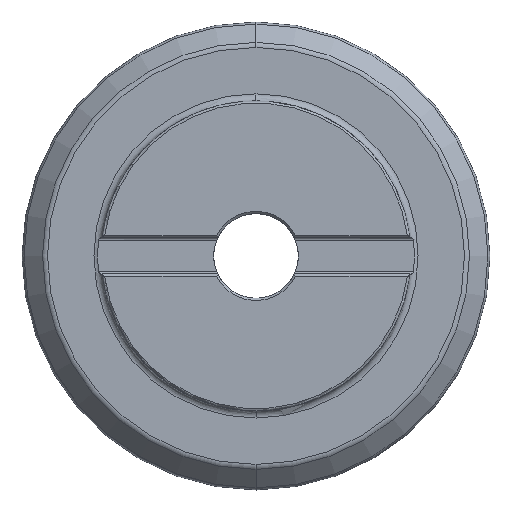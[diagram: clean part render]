
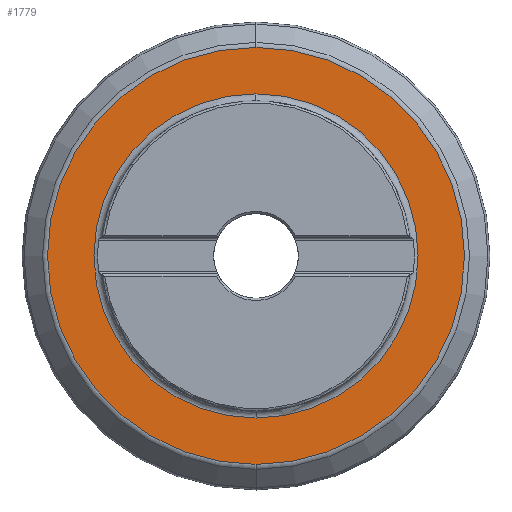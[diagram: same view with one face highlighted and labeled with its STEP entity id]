
A CAD part, top view. The second image highlights one B-rep face of the part: STEP entity #1779.
In plain terms, the highlighted face is planar.
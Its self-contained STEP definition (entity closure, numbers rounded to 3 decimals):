
#365=CARTESIAN_POINT('',(0.,0.,14.99));
#366=DIRECTION('',(0.,0.,-1.));
#367=DIRECTION('',(0.,-1.,0.));
#368=AXIS2_PLACEMENT_3D('',#365,#366,#367);
#577=CARTESIAN_POINT('',(0.,0.,14.99));
#578=DIRECTION('',(0.,0.,-1.));
#579=DIRECTION('',(0.,1.,0.));
#580=AXIS2_PLACEMENT_3D('',#577,#578,#579);
#609=CARTESIAN_POINT('',(0.,0.,14.99));
#610=DIRECTION('',(0.,0.,1.));
#611=DIRECTION('',(0.,1.,0.));
#612=AXIS2_PLACEMENT_3D('',#609,#610,#611);
#771=CARTESIAN_POINT('',(0.,0.,14.99));
#772=DIRECTION('',(0.,0.,1.));
#773=DIRECTION('',(0.,-1.,0.));
#774=AXIS2_PLACEMENT_3D('',#771,#772,#773);
#1224=CARTESIAN_POINT('',(0.,-115.,14.99));
#1225=CARTESIAN_POINT('',(0.,115.,14.99));
#1226=VERTEX_POINT('',#1224);
#1227=VERTEX_POINT('',#1225);
#1248=CARTESIAN_POINT('',(0.,147.929,14.99));
#1249=CARTESIAN_POINT('',(0.,-147.929,14.99));
#1250=VERTEX_POINT('',#1248);
#1251=VERTEX_POINT('',#1249);
#1764=CARTESIAN_POINT('',(0.,0.,14.99));
#1765=DIRECTION('',(0.,0.,-1.));
#1766=DIRECTION('',(0.,-1.,0.));
#1767=AXIS2_PLACEMENT_3D('',#1764,#1765,#1766);
#1768=PLANE('',#1767);
#1770=ORIENTED_EDGE('',*,*,#1769,.T.);
#1772=ORIENTED_EDGE('',*,*,#1771,.T.);
#1773=EDGE_LOOP('',(#1770,#1772));
#1774=FACE_OUTER_BOUND('',#1773,.F.);
#1775=ORIENTED_EDGE('',*,*,#1678,.T.);
#1776=ORIENTED_EDGE('',*,*,#1757,.T.);
#1777=EDGE_LOOP('',(#1775,#1776));
#1778=FACE_BOUND('',#1777,.F.);
#369=CIRCLE('',#368,115.);
#581=CIRCLE('',#580,115.);
#613=CIRCLE('',#612,147.929);
#775=CIRCLE('',#774,147.929);
#1678=EDGE_CURVE('',#1226,#1227,#369,.T.);
#1757=EDGE_CURVE('',#1227,#1226,#581,.T.);
#1769=EDGE_CURVE('',#1250,#1251,#613,.T.);
#1771=EDGE_CURVE('',#1251,#1250,#775,.T.);
#1779=ADVANCED_FACE('',(#1774,#1778),#1768,.T.);
